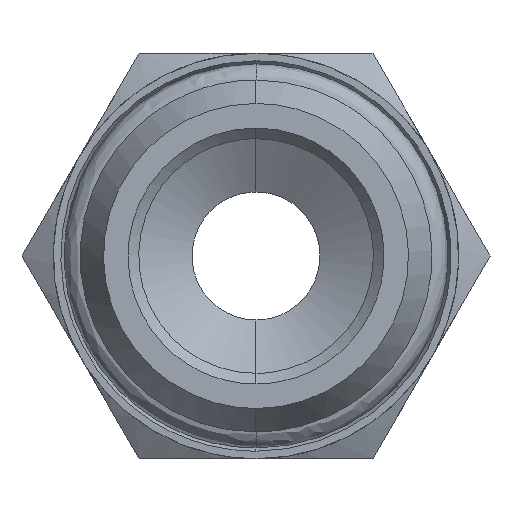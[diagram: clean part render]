
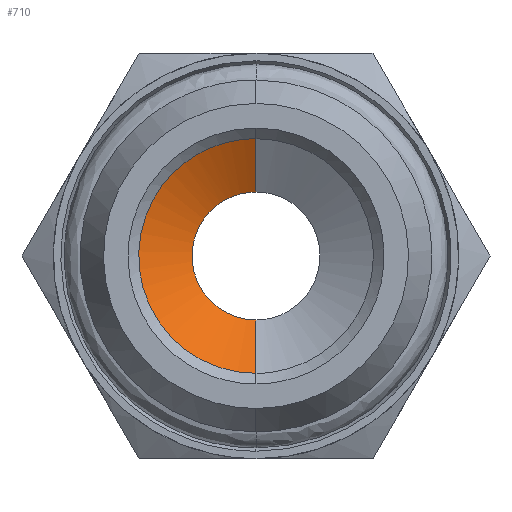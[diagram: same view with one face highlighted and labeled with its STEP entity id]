
A CAD part, front view. The second image highlights one B-rep face of the part: STEP entity #710.
In plain terms, the highlighted free-form (B-spline) face has degree [1, 3] with [2, 4] control points.
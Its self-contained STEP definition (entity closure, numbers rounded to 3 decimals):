
#2 = ORIENTED_EDGE ( 'NONE', *, *, #745, .T. ) ;
#75 = CARTESIAN_POINT ( 'NONE',  ( 0., 11., 5.5 ) ) ;
#140 =( BOUNDED_SURFACE ( )  B_SPLINE_SURFACE ( 1, 3, ( 
 ( #1355, #186, #869, #1587 ),
 ( #2748, #887, #1835, #1376 ) ),
 .UNSPECIFIED., .F., .F., .F. ) 
 B_SPLINE_SURFACE_WITH_KNOTS ( ( 2, 2 ),
 ( 4, 4 ),
 ( 0., 1. ),
 ( 0., 1. ),
 .UNSPECIFIED. ) 
 GEOMETRIC_REPRESENTATION_ITEM ( )  RATIONAL_B_SPLINE_SURFACE ( (
 ( 1., 0.333, 0.333, 1.),
 ( 1., 0.333, 0.333, 1.) ) ) 
 REPRESENTATION_ITEM ( '' )  SURFACE ( )  );
#186 = CARTESIAN_POINT ( 'NONE',  ( -6., 12.443, 3. ) ) ;
#292 = CARTESIAN_POINT ( 'NONE',  ( 0., 12.443, 3. ) ) ;
#295 = CARTESIAN_POINT ( 'NONE',  ( 0., 11., 5.5 ) ) ;
#342 = EDGE_CURVE ( 'NONE', #1711, #609, #1980, .T. ) ;
#399 = ORIENTED_EDGE ( 'NONE', *, *, #1629, .T. ) ;
#535 = CARTESIAN_POINT ( 'NONE',  ( 0., 12.443, 3. ) ) ;
#609 = VERTEX_POINT ( 'NONE', #1539 ) ;
#635 = ORIENTED_EDGE ( 'NONE', *, *, #342, .T. ) ;
#710 = ADVANCED_FACE ( 'NONE', ( #2950 ), #140, .T. ) ;
#745 = EDGE_CURVE ( 'NONE', #609, #1272, #866, .T. ) ;
#866 = B_SPLINE_CURVE_WITH_KNOTS ( 'NONE', 1,
 ( #535, #2375 ),
 .UNSPECIFIED., .F., .F.,
 ( 2, 2 ),
 ( -1., 0. ),
 .UNSPECIFIED. ) ;
#869 = CARTESIAN_POINT ( 'NONE',  ( -6., 12.443, -3. ) ) ;
#887 = CARTESIAN_POINT ( 'NONE',  ( -11., 11., 5.5 ) ) ;
#931 =( BOUNDED_CURVE ( )  B_SPLINE_CURVE ( 3, ( #1204, #1214, #2845, #75 ),
 .UNSPECIFIED., .F., .T. ) 
 B_SPLINE_CURVE_WITH_KNOTS ( ( 4, 4 ),
 ( -3.142, 0. ),
 .UNSPECIFIED. ) 
 CURVE ( )  GEOMETRIC_REPRESENTATION_ITEM ( )  RATIONAL_B_SPLINE_CURVE ( ( 1., 0.333, 0.333, 1. ) ) 
 REPRESENTATION_ITEM ( '' )  );
#950 = CARTESIAN_POINT ( 'NONE',  ( 0., 12.443, -3. ) ) ;
#988 = CARTESIAN_POINT ( 'NONE',  ( -6., 12.443, 3. ) ) ;
#1204 = CARTESIAN_POINT ( 'NONE',  ( 0., 11., -5.5 ) ) ;
#1214 = CARTESIAN_POINT ( 'NONE',  ( -11., 11., -5.5 ) ) ;
#1272 = VERTEX_POINT ( 'NONE', #295 ) ;
#1355 = CARTESIAN_POINT ( 'NONE',  ( 0., 12.443, 3. ) ) ;
#1376 = CARTESIAN_POINT ( 'NONE',  ( 0., 11., -5.5 ) ) ;
#1539 = CARTESIAN_POINT ( 'NONE',  ( 0., 12.443, 3. ) ) ;
#1566 = VERTEX_POINT ( 'NONE', #2389 ) ;
#1587 = CARTESIAN_POINT ( 'NONE',  ( 0., 12.443, -3. ) ) ;
#1629 = EDGE_CURVE ( 'NONE', #1566, #1711, #1971, .T. ) ;
#1711 = VERTEX_POINT ( 'NONE', #2429 ) ;
#1835 = CARTESIAN_POINT ( 'NONE',  ( -11., 11., -5.5 ) ) ;
#1865 = CARTESIAN_POINT ( 'NONE',  ( 0., 11., -5.5 ) ) ;
#1971 = B_SPLINE_CURVE_WITH_KNOTS ( 'NONE', 1,
 ( #1865, #950 ),
 .UNSPECIFIED., .F., .F.,
 ( 2, 2 ),
 ( -1., 0. ),
 .UNSPECIFIED. ) ;
#1980 =( BOUNDED_CURVE ( )  B_SPLINE_CURVE ( 3, ( #2358, #2383, #988, #292 ),
 .UNSPECIFIED., .F., .T. ) 
 B_SPLINE_CURVE_WITH_KNOTS ( ( 4, 4 ),
 ( -3.142, 0. ),
 .UNSPECIFIED. ) 
 CURVE ( )  GEOMETRIC_REPRESENTATION_ITEM ( )  RATIONAL_B_SPLINE_CURVE ( ( 1., 0.333, 0.333, 1. ) ) 
 REPRESENTATION_ITEM ( '' )  );
#2183 = EDGE_CURVE ( 'NONE', #1566, #1272, #931, .T. ) ;
#2350 = ORIENTED_EDGE ( 'NONE', *, *, #2183, .F. ) ;
#2358 = CARTESIAN_POINT ( 'NONE',  ( 0., 12.443, -3. ) ) ;
#2375 = CARTESIAN_POINT ( 'NONE',  ( 0., 11., 5.5 ) ) ;
#2383 = CARTESIAN_POINT ( 'NONE',  ( -6., 12.443, -3. ) ) ;
#2389 = CARTESIAN_POINT ( 'NONE',  ( 0., 11., -5.5 ) ) ;
#2429 = CARTESIAN_POINT ( 'NONE',  ( 0., 12.443, -3. ) ) ;
#2566 = EDGE_LOOP ( 'NONE', ( #2350, #399, #635, #2 ) ) ;
#2748 = CARTESIAN_POINT ( 'NONE',  ( 0., 11., 5.5 ) ) ;
#2845 = CARTESIAN_POINT ( 'NONE',  ( -11., 11., 5.5 ) ) ;
#2950 = FACE_OUTER_BOUND ( 'NONE', #2566, .T. ) ;
